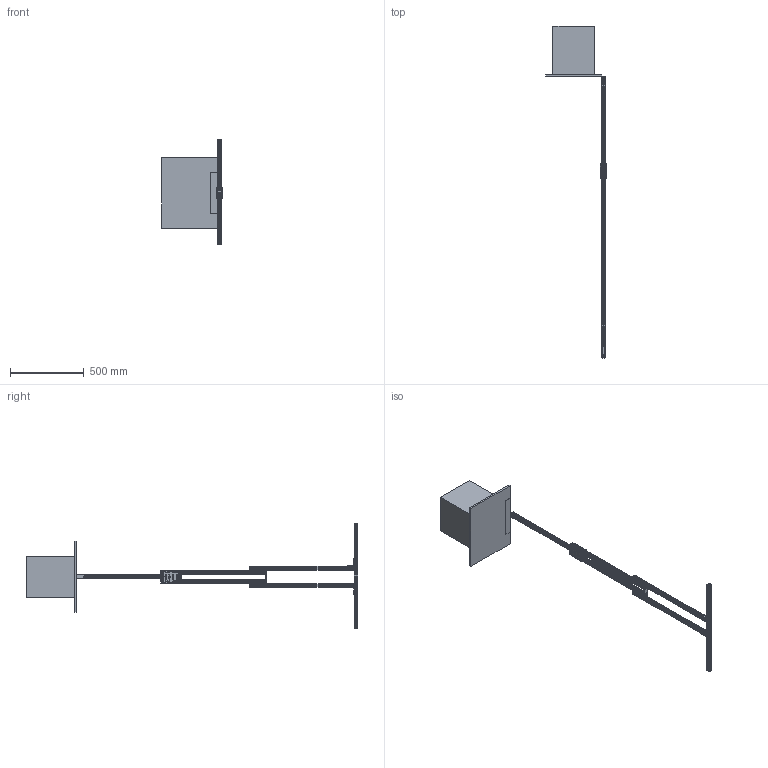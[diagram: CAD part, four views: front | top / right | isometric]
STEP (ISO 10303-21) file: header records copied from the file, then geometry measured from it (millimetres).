
FILE_DESCRIPTION(/* description */ (''),/* implementation_level */ '2;1');
FILE_NAME(/* name */ 'Lift_Assembly v10.step',/* time_stamp */ '2018-02-24T18:28:40-05:00',/* author */ ('lONOhwcWFjTh'),/* organization */ (''),/* preprocessor_version */ 'ST-DEVELOPER v16.13',/* originating_system */ 'Autodesk Translation Framework v6.5.0.72',/* authorisation */ '');
FILE_SCHEMA (('AUTOMOTIVE_DESIGN { 1 0 10303 214 3 1 1 }'));
Length unit declared in the file: inch
Products named in the file (30): Lift_Assembly; Third_Stage; Third_Segment; Second_Stage; Second_Stage_1; First_Segment; 3_1_Joint_Slide; _6766_p; _6705_p; _8-32_1; _3280; _3058; _6792_p; _3281; _FHSCS-8-32; 5_1_Slide; 5_1_Slide_1; _6792-1; _3281_1; _FHSCS-8-32_1; First_Stage; Platform_Placeholder_Assembly; Platform_Angle_Placeholder; Platform_Placeholder; Power_Cube_Placeholder; Assembly_Mounting_Angle_Placeholder; Stage_Two_Retainment_Bracket; Bottom_Mount_Placeholder; Third_Segment_1; Endstop
Assembly tree (86 placements, depth 3):
  Lift_Assembly
    Third_Stage
      Third_Segment
    Second_Stage
      First_Segment
    Second_Stage_1
      First_Segment
    3_1_Joint_Slide
      _6766_p  x2
      _6705_p  x8
      _8-32_1  x16
      _3058  x8
      _3280  x4
      _6792_p  x4
      _FHSCS-8-32  x8
      _3281  x4
    5_1_Slide
      _6792-1
      _FHSCS-8-32_1  x2
      _3281_1
    5_1_Slide_1
      _6792-1
      _FHSCS-8-32_1  x2
      _3281_1
    First_Stage  x2
    Platform_Placeholder_Assembly
      Platform_Angle_Placeholder
      Platform_Placeholder
      Power_Cube_Placeholder
    Assembly_Mounting_Angle_Placeholder  x2
    Stage_Two_Retainment_Bracket
    Bottom_Mount_Placeholder
      Third_Segment_1
    Endstop  x4
Bounding box: 414.52 x 2256.38 x 711.2 mm (x, y, z)
Volume: 29533180.7 mm3; surface area: 2031150.1 mm2
Topology: 82 solids, 82 shells, 2136 faces, 5968 edges, 3984 vertices
Faces by surface type: plane 1204, cylinder 696, cone 228, torus 8
Full cylindrical faces by diameter (mm): 3.307 x28, 4.166 x28, 4.318 x12, 4.496 x16, 4.976 x24, 5.156 x12, 5.207 x6, 6.35 x8, 6.528 x16, 6.731 x6, 6.901 x16, 7.544 x8, 9.525 x8, 10.312 x8
Entity records: 25127 total; most frequent: CARTESIAN_POINT 4372, DIRECTION 4355, ORIENTED_EDGE 4016, EDGE_CURVE 2008, AXIS2_PLACEMENT_3D 1575, VERTEX_POINT 1352, LINE 1205, VECTOR 1205
